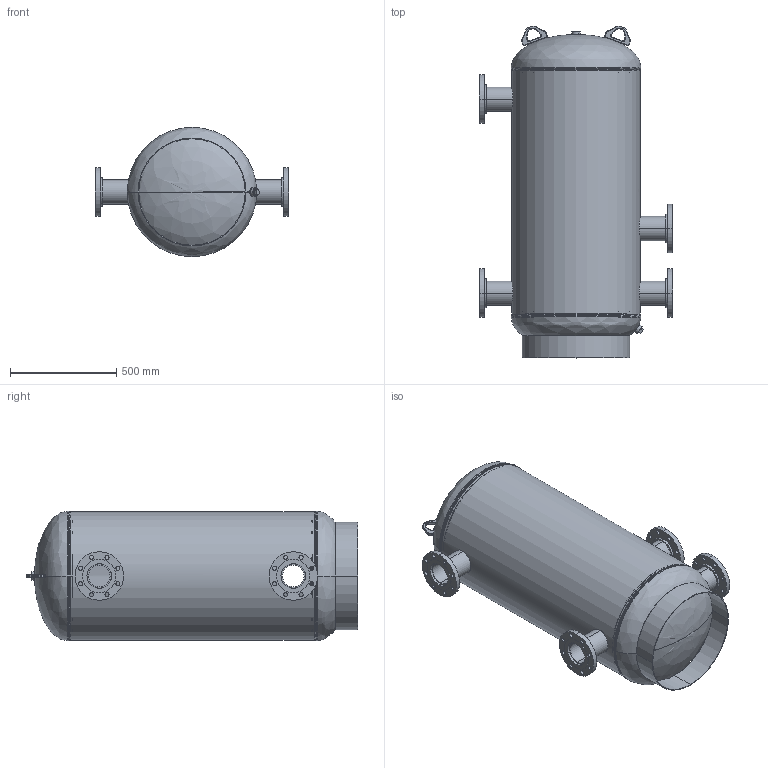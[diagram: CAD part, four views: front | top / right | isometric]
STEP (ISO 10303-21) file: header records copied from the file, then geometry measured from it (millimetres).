
FILE_DESCRIPTION (( 'STEP AP203' ), '1' );
FILE_NAME ('HBT-144-44.STEP', '2021-03-16T12:30:33', ( '' ), ( '' ), 'SwSTEP 2.0', 'SolidWorks 2021', '' );
FILE_SCHEMA (( 'CONFIG_CONTROL_DESIGN' ));
Length unit declared in the file: inch
Products named in the file (12): PLUGS_9500150; 9400542; 9500040; HBT-144-44; 55Q0526; 55A0513_default; 9301090_6.5; 9200140; 9500050; 99B0209; SORF FLANGES ASME B16.5_4 150# SA-105
Assembly tree (15 placements, depth 3):
  HBT-144-44
    99B0209
    9200140
    9200140
    9500040
    9500050
    PLUGS_9500150
    55A0513_default  x4
      9301090_6.5
      SORF FLANGES ASME B16.5_4 150# SA-105
    9400542  x2
    55Q0526
Bounding box: 911.25 x 1564.33 x 609.6 mm (x, y, z)
Volume: 14976823.9 mm3; surface area: 7391759.4 mm2
Topology: 17 solids, 17 shells, 389 faces, 916 edges, 566 vertices
Faces by surface type: cylinder 214, plane 71, torus 64, cone 24, bspline 16
Full cylindrical faces by diameter (mm): 600.1 x1, 606.45 x1
Entity records: 13758 total; most frequent: CARTESIAN_POINT 7089, DIRECTION 1202, ORIENTED_EDGE 1040, EDGE_CURVE 520, AXIS2_PLACEMENT_3D 512, VERTEX_POINT 318, CIRCLE 284, EDGE_LOOP 266
